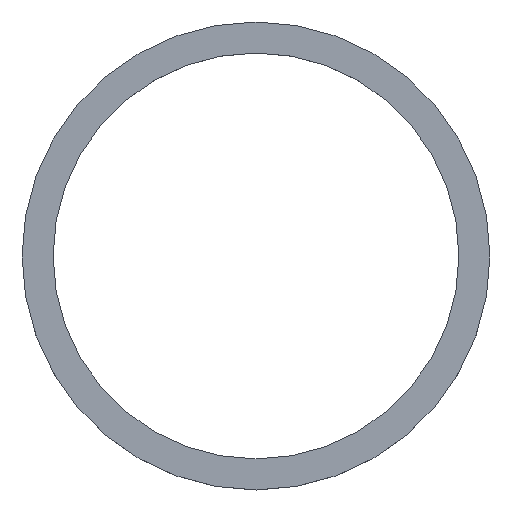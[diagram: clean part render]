
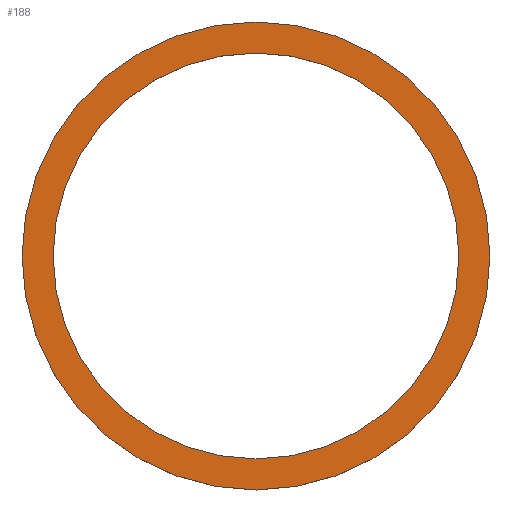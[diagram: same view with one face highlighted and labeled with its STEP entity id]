
A CAD part, top view. The second image highlights one B-rep face of the part: STEP entity #188.
In plain terms, the highlighted planar face has unit normal (0, 0, 1).
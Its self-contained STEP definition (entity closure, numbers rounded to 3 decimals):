
#21=FACE_BOUND('',#62,.T.);
#28=PLANE('',#229);
#41=FACE_OUTER_BOUND('',#61,.T.);
#61=EDGE_LOOP('',(#163));
#62=EDGE_LOOP('',(#164));
#90=CIRCLE('',#228,98.);
#91=CIRCLE('',#230,85.);
#104=VERTEX_POINT('',#339);
#105=VERTEX_POINT('',#343);
#123=EDGE_CURVE('',#104,#104,#90,.T.);
#125=EDGE_CURVE('',#105,#105,#91,.T.);
#163=ORIENTED_EDGE('',*,*,#123,.T.);
#164=ORIENTED_EDGE('',*,*,#125,.T.);
#188=ADVANCED_FACE('',(#41,#21),#28,.T.);
#228=AXIS2_PLACEMENT_3D('',#340,#287,#288);
#229=AXIS2_PLACEMENT_3D('',#342,#290,#291);
#230=AXIS2_PLACEMENT_3D('',#344,#292,#293);
#287=DIRECTION('center_axis',(0.,0.,1.));
#288=DIRECTION('ref_axis',(1.,0.,0.));
#290=DIRECTION('center_axis',(0.,0.,1.));
#291=DIRECTION('ref_axis',(1.,0.,0.));
#292=DIRECTION('center_axis',(0.,0.,-1.));
#293=DIRECTION('ref_axis',(1.,0.,0.));
#339=CARTESIAN_POINT('',(-98.,0.,30.));
#340=CARTESIAN_POINT('Origin',(0.,0.,30.));
#342=CARTESIAN_POINT('Origin',(0.,0.,30.));
#343=CARTESIAN_POINT('',(-85.,0.,30.));
#344=CARTESIAN_POINT('Origin',(0.,0.,30.));
